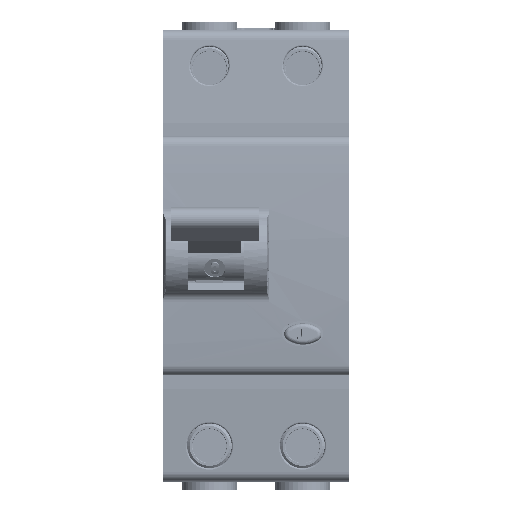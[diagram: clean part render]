
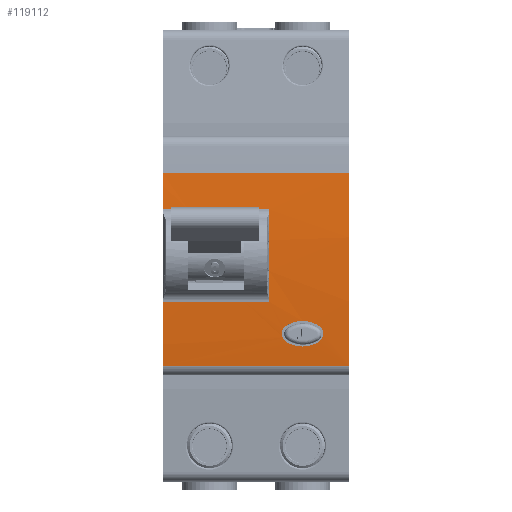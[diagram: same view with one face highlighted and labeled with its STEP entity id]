
A CAD part, top view. The second image highlights one B-rep face of the part: STEP entity #119112.
In plain terms, the highlighted cylindrical face has radius 200 mm (diameter 400 mm), a partial arc.
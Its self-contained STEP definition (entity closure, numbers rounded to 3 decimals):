
#113926=AXIS2_PLACEMENT_3D('Circle Axis2P3D',#113924,#113925,$) ;
#113943=AXIS2_PLACEMENT_3D('Circle Axis2P3D',#113941,#113942,$) ;
#119013=AXIS2_PLACEMENT_3D('Cylinder Axis2P3D',#119010,#119011,#119012) ;
#119017=AXIS2_PLACEMENT_3D('Circle Axis2P3D',#119015,#119016,$) ;
#119050=AXIS2_PLACEMENT_3D('Circle Axis2P3D',#119048,#119049,$) ;
#113921=CARTESIAN_POINT('Vertex',(-10.,-20.707,1.925)) ;
#113924=CARTESIAN_POINT('Axis2P3D Location',(-10.,0.,-197.)) ;
#113928=CARTESIAN_POINT('Vertex',(-10.,-8.681,2.812)) ;
#113938=CARTESIAN_POINT('Vertex',(-10.,8.681,2.812)) ;
#113941=CARTESIAN_POINT('Axis2P3D Location',(-10.,0.,-197.)) ;
#113945=CARTESIAN_POINT('Vertex',(-10.,15.5,2.398)) ;
#114798=CARTESIAN_POINT('Vertex',(13.075,-13.257,2.56)) ;
#114802=CARTESIAN_POINT('Control Point',(13.075,-16.143,2.347)) ;
#114803=CARTESIAN_POINT('Control Point',(12.539,-15.744,2.38)) ;
#114804=CARTESIAN_POINT('Control Point',(12.177,-15.085,2.432)) ;
#114805=CARTESIAN_POINT('Control Point',(12.189,-14.301,2.49)) ;
#114806=CARTESIAN_POINT('Control Point',(12.539,-13.656,2.534)) ;
#114807=CARTESIAN_POINT('Control Point',(13.075,-13.257,2.56)) ;
#114808=CARTESIAN_POINT('Vertex',(13.075,-16.143,2.347)) ;
#114837=CARTESIAN_POINT('Control Point',(16.25,-17.1,2.268)) ;
#114838=CARTESIAN_POINT('Control Point',(15.409,-17.1,2.268)) ;
#114839=CARTESIAN_POINT('Control Point',(14.567,-16.936,2.282)) ;
#114840=CARTESIAN_POINT('Control Point',(13.776,-16.607,2.31)) ;
#114841=CARTESIAN_POINT('Control Point',(13.075,-16.143,2.347)) ;
#114842=CARTESIAN_POINT('Vertex',(16.25,-17.1,2.268)) ;
#114870=CARTESIAN_POINT('Control Point',(16.25,-17.1,2.268)) ;
#114871=CARTESIAN_POINT('Control Point',(17.091,-17.1,2.268)) ;
#114872=CARTESIAN_POINT('Control Point',(17.933,-16.936,2.282)) ;
#114873=CARTESIAN_POINT('Control Point',(18.724,-16.607,2.31)) ;
#114874=CARTESIAN_POINT('Control Point',(19.425,-16.143,2.347)) ;
#114875=CARTESIAN_POINT('Vertex',(19.425,-16.143,2.347)) ;
#114903=CARTESIAN_POINT('Control Point',(19.425,-16.143,2.347)) ;
#114904=CARTESIAN_POINT('Control Point',(19.961,-15.744,2.38)) ;
#114905=CARTESIAN_POINT('Control Point',(20.323,-15.085,2.432)) ;
#114906=CARTESIAN_POINT('Control Point',(20.311,-14.301,2.49)) ;
#114907=CARTESIAN_POINT('Control Point',(19.961,-13.656,2.534)) ;
#114908=CARTESIAN_POINT('Control Point',(19.425,-13.257,2.56)) ;
#114909=CARTESIAN_POINT('Vertex',(19.425,-13.257,2.56)) ;
#118984=CARTESIAN_POINT('Line Origine',(7.5,-20.707,1.925)) ;
#118988=CARTESIAN_POINT('Vertex',(25.,-20.707,1.925)) ;
#119010=CARTESIAN_POINT('Axis2P3D Location',(7.5,0.,-197.)) ;
#119015=CARTESIAN_POINT('Axis2P3D Location',(25.,0.,-197.)) ;
#119019=CARTESIAN_POINT('Vertex',(25.,15.5,2.398)) ;
#119022=CARTESIAN_POINT('Line Origine',(7.5,15.5,2.398)) ;
#119027=CARTESIAN_POINT('Line Origine',(7.5,8.681,2.812)) ;
#119031=CARTESIAN_POINT('Vertex',(-5.3,8.681,2.812)) ;
#119034=CARTESIAN_POINT('Line Origine',(7.5,8.681,2.812)) ;
#119038=CARTESIAN_POINT('Vertex',(5.3,8.681,2.812)) ;
#119041=CARTESIAN_POINT('Line Origine',(7.5,8.681,2.812)) ;
#119045=CARTESIAN_POINT('Vertex',(10.,8.681,2.812)) ;
#119048=CARTESIAN_POINT('Axis2P3D Location',(10.,0.,-197.)) ;
#119052=CARTESIAN_POINT('Vertex',(10.,-8.681,2.812)) ;
#119055=CARTESIAN_POINT('Line Origine',(7.5,-8.681,2.812)) ;
#119059=CARTESIAN_POINT('Vertex',(5.3,-8.681,2.812)) ;
#119062=CARTESIAN_POINT('Line Origine',(7.5,-8.681,2.812)) ;
#119066=CARTESIAN_POINT('Vertex',(-5.3,-8.681,2.812)) ;
#119069=CARTESIAN_POINT('Line Origine',(7.5,-8.681,2.812)) ;
#119089=CARTESIAN_POINT('Control Point',(16.25,-12.3,2.621)) ;
#119090=CARTESIAN_POINT('Control Point',(17.091,-12.3,2.621)) ;
#119091=CARTESIAN_POINT('Control Point',(17.932,-12.464,2.611)) ;
#119092=CARTESIAN_POINT('Control Point',(18.724,-12.793,2.591)) ;
#119093=CARTESIAN_POINT('Control Point',(19.425,-13.257,2.56)) ;
#119094=CARTESIAN_POINT('Vertex',(16.25,-12.3,2.621)) ;
#119098=CARTESIAN_POINT('Control Point',(16.25,-12.3,2.621)) ;
#119099=CARTESIAN_POINT('Control Point',(15.409,-12.3,2.621)) ;
#119100=CARTESIAN_POINT('Control Point',(14.568,-12.464,2.611)) ;
#119101=CARTESIAN_POINT('Control Point',(13.776,-12.793,2.591)) ;
#119102=CARTESIAN_POINT('Control Point',(13.075,-13.257,2.56)) ;
#113925=DIRECTION('Axis2P3D Direction',(1.,0.,0.)) ;
#113942=DIRECTION('Axis2P3D Direction',(1.,0.,0.)) ;
#118985=DIRECTION('Vector Direction',(1.,0.,0.)) ;
#119011=DIRECTION('Axis2P3D Direction',(1.,0.,0.)) ;
#119012=DIRECTION('Axis2P3D XDirection',(0.,0.078,0.997)) ;
#119016=DIRECTION('Axis2P3D Direction',(1.,0.,0.)) ;
#119023=DIRECTION('Vector Direction',(1.,0.,0.)) ;
#119028=DIRECTION('Vector Direction',(1.,0.,0.)) ;
#119035=DIRECTION('Vector Direction',(1.,0.,0.)) ;
#119042=DIRECTION('Vector Direction',(1.,0.,0.)) ;
#119049=DIRECTION('Axis2P3D Direction',(1.,0.,0.)) ;
#119056=DIRECTION('Vector Direction',(1.,0.,0.)) ;
#119063=DIRECTION('Vector Direction',(1.,0.,0.)) ;
#119070=DIRECTION('Vector Direction',(1.,0.,0.)) ;
#118986=VECTOR('Line Direction',#118985,1.) ;
#119024=VECTOR('Line Direction',#119023,1.) ;
#119029=VECTOR('Line Direction',#119028,1.) ;
#119036=VECTOR('Line Direction',#119035,1.) ;
#119043=VECTOR('Line Direction',#119042,1.) ;
#119057=VECTOR('Line Direction',#119056,1.) ;
#119064=VECTOR('Line Direction',#119063,1.) ;
#119071=VECTOR('Line Direction',#119070,1.) ;
#119075=ORIENTED_EDGE('',*,*,#113930,.T.) ;
#119076=ORIENTED_EDGE('',*,*,#118990,.T.) ;
#119077=ORIENTED_EDGE('',*,*,#119021,.F.) ;
#119078=ORIENTED_EDGE('',*,*,#119026,.F.) ;
#119079=ORIENTED_EDGE('',*,*,#113947,.T.) ;
#119080=ORIENTED_EDGE('',*,*,#119033,.T.) ;
#119081=ORIENTED_EDGE('',*,*,#119040,.T.) ;
#119082=ORIENTED_EDGE('',*,*,#119047,.F.) ;
#119083=ORIENTED_EDGE('',*,*,#119054,.F.) ;
#119084=ORIENTED_EDGE('',*,*,#119061,.T.) ;
#119085=ORIENTED_EDGE('',*,*,#119068,.F.) ;
#119086=ORIENTED_EDGE('',*,*,#119073,.F.) ;
#119105=ORIENTED_EDGE('',*,*,#119096,.T.) ;
#119106=ORIENTED_EDGE('',*,*,#114911,.F.) ;
#119107=ORIENTED_EDGE('',*,*,#114877,.F.) ;
#119108=ORIENTED_EDGE('',*,*,#114844,.T.) ;
#119109=ORIENTED_EDGE('',*,*,#114810,.T.) ;
#119110=ORIENTED_EDGE('',*,*,#119103,.F.) ;
#119111=FACE_BOUND('',#119104,.T.) ;
#119112=ADVANCED_FACE('Body.1 ( *SOL18735 - wsp *MASTER -  )',(#119087,#119111),#119014,.T.) ;
#114801=B_SPLINE_CURVE_WITH_KNOTS('',5,(#114802,#114803,#114804,#114805,#114806,#114807),.UNSPECIFIED.,.F.,.U.,(6,6),(0.,4.918),.UNSPECIFIED.) ;
#114836=B_SPLINE_CURVE_WITH_KNOTS('',4,(#114837,#114838,#114839,#114840,#114841),.UNSPECIFIED.,.F.,.U.,(5,5),(0.,4.781),.UNSPECIFIED.) ;
#114869=B_SPLINE_CURVE_WITH_KNOTS('',4,(#114870,#114871,#114872,#114873,#114874),.UNSPECIFIED.,.F.,.U.,(5,5),(0.,4.781),.UNSPECIFIED.) ;
#114902=B_SPLINE_CURVE_WITH_KNOTS('',5,(#114903,#114904,#114905,#114906,#114907,#114908),.UNSPECIFIED.,.F.,.U.,(6,6),(0.,4.918),.UNSPECIFIED.) ;
#119088=B_SPLINE_CURVE_WITH_KNOTS('',4,(#119089,#119090,#119091,#119092,#119093),.UNSPECIFIED.,.F.,.U.,(5,5),(0.,4.781),.UNSPECIFIED.) ;
#119097=B_SPLINE_CURVE_WITH_KNOTS('',4,(#119098,#119099,#119100,#119101,#119102),.UNSPECIFIED.,.F.,.U.,(5,5),(0.,4.781),.UNSPECIFIED.) ;
#113927=CIRCLE('generated circle',#113926,200.) ;
#113944=CIRCLE('generated circle',#113943,200.) ;
#119018=CIRCLE('generated circle',#119017,200.) ;
#119051=CIRCLE('generated circle',#119050,200.) ;
#119014=CYLINDRICAL_SURFACE('generated cylinder',#119013,200.) ;
#113930=EDGE_CURVE('',#113929,#113922,#113927,.T.) ;
#113947=EDGE_CURVE('',#113946,#113939,#113944,.T.) ;
#114810=EDGE_CURVE('',#114809,#114799,#114801,.T.) ;
#114844=EDGE_CURVE('',#114843,#114809,#114836,.T.) ;
#114877=EDGE_CURVE('',#114843,#114876,#114869,.T.) ;
#114911=EDGE_CURVE('',#114876,#114910,#114902,.T.) ;
#118990=EDGE_CURVE('',#113922,#118989,#118987,.T.) ;
#119021=EDGE_CURVE('',#119020,#118989,#119018,.T.) ;
#119026=EDGE_CURVE('',#113946,#119020,#119025,.T.) ;
#119033=EDGE_CURVE('',#113939,#119032,#119030,.T.) ;
#119040=EDGE_CURVE('',#119032,#119039,#119037,.T.) ;
#119047=EDGE_CURVE('',#119046,#119039,#119044,.F.) ;
#119054=EDGE_CURVE('',#119053,#119046,#119051,.F.) ;
#119061=EDGE_CURVE('',#119053,#119060,#119058,.F.) ;
#119068=EDGE_CURVE('',#119067,#119060,#119065,.T.) ;
#119073=EDGE_CURVE('',#113929,#119067,#119072,.T.) ;
#119096=EDGE_CURVE('',#119095,#114910,#119088,.T.) ;
#119103=EDGE_CURVE('',#119095,#114799,#119097,.T.) ;
#119074=EDGE_LOOP('',(#119075,#119076,#119077,#119078,#119079,#119080,#119081,#119082,#119083,#119084,#119085,#119086)) ;
#119104=EDGE_LOOP('',(#119105,#119106,#119107,#119108,#119109,#119110)) ;
#119087=FACE_OUTER_BOUND('',#119074,.T.) ;
#118987=LINE('Line',#118984,#118986) ;
#119025=LINE('Line',#119022,#119024) ;
#119030=LINE('Line',#119027,#119029) ;
#119037=LINE('Line',#119034,#119036) ;
#119044=LINE('Line',#119041,#119043) ;
#119058=LINE('Line',#119055,#119057) ;
#119065=LINE('Line',#119062,#119064) ;
#119072=LINE('Line',#119069,#119071) ;
#113922=VERTEX_POINT('',#113921) ;
#113929=VERTEX_POINT('',#113928) ;
#113939=VERTEX_POINT('',#113938) ;
#113946=VERTEX_POINT('',#113945) ;
#114799=VERTEX_POINT('',#114798) ;
#114809=VERTEX_POINT('',#114808) ;
#114843=VERTEX_POINT('',#114842) ;
#114876=VERTEX_POINT('',#114875) ;
#114910=VERTEX_POINT('',#114909) ;
#118989=VERTEX_POINT('',#118988) ;
#119020=VERTEX_POINT('',#119019) ;
#119032=VERTEX_POINT('',#119031) ;
#119039=VERTEX_POINT('',#119038) ;
#119046=VERTEX_POINT('',#119045) ;
#119053=VERTEX_POINT('',#119052) ;
#119060=VERTEX_POINT('',#119059) ;
#119067=VERTEX_POINT('',#119066) ;
#119095=VERTEX_POINT('',#119094) ;
